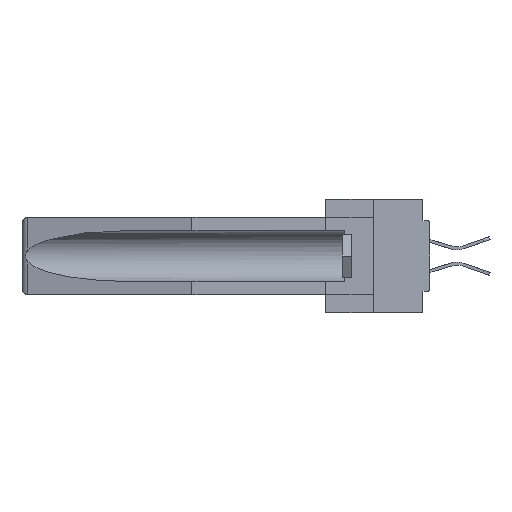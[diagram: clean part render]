
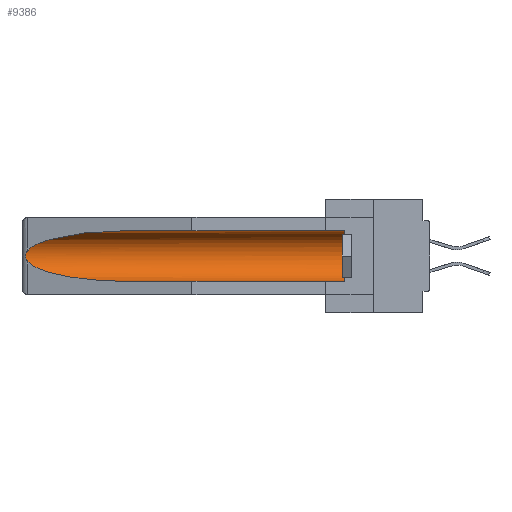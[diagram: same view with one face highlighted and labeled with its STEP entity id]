
A CAD part, left-side view. The second image highlights one B-rep face of the part: STEP entity #9386.
In plain terms, the highlighted cylindrical face has radius 2.857 mm (diameter 5.715 mm), a partial arc.
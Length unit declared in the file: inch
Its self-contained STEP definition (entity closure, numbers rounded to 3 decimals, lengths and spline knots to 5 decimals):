
#2119 = FACE_OUTER_BOUND ( 'NONE', #3143, .T. ) ;
#2283 = CARTESIAN_POINT ( 'NONE',  ( 0.155, 1.07973, -0.284 ) ) ;
#2307 = LINE ( 'NONE', #2322, #32369 ) ;
#2322 = CARTESIAN_POINT ( 'NONE',  ( 0.155, -0.30754, -0.284 ) ) ;
#3143 = EDGE_LOOP ( 'NONE', ( #22637, #28320, #12014, #24277, #28264, #24589 ) ) ;
#3432 = CARTESIAN_POINT ( 'NONE',  ( 0.26537, 1.52718, -0.19328 ) ) ;
#3932 = CARTESIAN_POINT ( 'NONE',  ( 0.155, 1.07973, -0.059 ) ) ;
#4543 = CARTESIAN_POINT ( 'NONE',  ( 0.26537, 1.52718, -0.19328 ) ) ;
#4887 = DIRECTION ( 'NONE',  ( 0., 1., 0. ) ) ;
#5004 = EDGE_CURVE ( 'NONE', #12854, #19206, #18387, .T. ) ;
#6544 = CARTESIAN_POINT ( 'NONE',  ( 0.25451, 1.48313, -0.09465 ) ) ;
#7948 = CARTESIAN_POINT ( 'NONE',  ( 0.2675, 1.53308, -0.17534 ) ) ;
#8121 = VERTEX_POINT ( 'NONE', #31018 ) ;
#9074 = CARTESIAN_POINT ( 'NONE',  ( 0.155, 0.126, -0.284 ) ) ;
#9386 = ADVANCED_FACE ( 'NONE', ( #2119 ), #18667, .F. ) ;
#9930 =( BOUNDED_CURVE ( )  B_SPLINE_CURVE ( 3, ( #29240, #24314, #29611, #2283 ),
 .UNSPECIFIED., .F., .F. ) 
 B_SPLINE_CURVE_WITH_KNOTS ( ( 4, 4 ),
 ( 0.1948, 1.5708 ),
 .UNSPECIFIED. ) 
 CURVE ( )  GEOMETRIC_REPRESENTATION_ITEM ( )  RATIONAL_B_SPLINE_CURVE ( ( 1., 0.848, 0.848, 1. ) ) 
 REPRESENTATION_ITEM ( '' )  );
#10302 = VERTEX_POINT ( 'NONE', #28169 ) ;
#11028 =( BOUNDED_CURVE ( )  B_SPLINE_CURVE ( 3, ( #3932, #20281, #6544, #22964 ),
 .UNSPECIFIED., .F., .F. ) 
 B_SPLINE_CURVE_WITH_KNOTS ( ( 4, 4 ),
 ( 4.71239, 6.08839 ),
 .UNSPECIFIED. ) 
 CURVE ( )  GEOMETRIC_REPRESENTATION_ITEM ( )  RATIONAL_B_SPLINE_CURVE ( ( 1., 0.848, 0.848, 1. ) ) 
 REPRESENTATION_ITEM ( '' )  );
#11954 = CARTESIAN_POINT ( 'NONE',  ( 0.26537, 1.52718, -0.14972 ) ) ;
#12014 = ORIENTED_EDGE ( 'NONE', *, *, #34514, .T. ) ;
#12854 = VERTEX_POINT ( 'NONE', #11954 ) ;
#13021 = CARTESIAN_POINT ( 'NONE',  ( 0.155, -0.30754, -0.059 ) ) ;
#14142 = VECTOR ( 'NONE', #18458, 39.37008 ) ;
#16372 = CARTESIAN_POINT ( 'NONE',  ( 0.2675, 1.53308, -0.16763 ) ) ;
#17555 = CARTESIAN_POINT ( 'NONE',  ( 0.26654, 1.53092, -0.15636 ) ) ;
#18387 = B_SPLINE_CURVE_WITH_KNOTS ( 'NONE', 3,
 ( #20471, #23183, #17555, #21088, #16372, #7948, #26860, #21554, #32803, #3432 ),
 .UNSPECIFIED., .F., .F.,
 ( 4, 2, 2, 2, 4 ),
 ( 0., 0.00029, 0.00058, 0.00087, 0.00117 ),
 .UNSPECIFIED. ) ;
#18458 = DIRECTION ( 'NONE',  ( 0., 1., 0. ) ) ;
#18667 = CYLINDRICAL_SURFACE ( 'NONE', #22329, 0.1125 ) ;
#19206 = VERTEX_POINT ( 'NONE', #4543 ) ;
#20281 = CARTESIAN_POINT ( 'NONE',  ( 0.21114, 1.30732, -0.059 ) ) ;
#20471 = CARTESIAN_POINT ( 'NONE',  ( 0.26537, 1.52718, -0.14972 ) ) ;
#21088 = CARTESIAN_POINT ( 'NONE',  ( 0.2673, 1.5327, -0.16383 ) ) ;
#21095 = CARTESIAN_POINT ( 'NONE',  ( 0.155, -0.30754, -0.1715 ) ) ;
#21144 = DIRECTION ( 'NONE',  ( 0., 1., 0. ) ) ;
#21554 = CARTESIAN_POINT ( 'NONE',  ( 0.26655, 1.53094, -0.18657 ) ) ;
#22329 = AXIS2_PLACEMENT_3D ( 'NONE', #21095, #4887, #34852 ) ;
#22637 = ORIENTED_EDGE ( 'NONE', *, *, #24151, .T. ) ;
#22964 = CARTESIAN_POINT ( 'NONE',  ( 0.26537, 1.52718, -0.14972 ) ) ;
#23183 = CARTESIAN_POINT ( 'NONE',  ( 0.26597, 1.52961, -0.15275 ) ) ;
#24151 = EDGE_CURVE ( 'NONE', #10302, #12854, #11028, .T. ) ;
#24251 = LINE ( 'NONE', #13021, #14142 ) ;
#24277 = ORIENTED_EDGE ( 'NONE', *, *, #27089, .F. ) ;
#24314 = CARTESIAN_POINT ( 'NONE',  ( 0.25451, 1.48313, -0.24835 ) ) ;
#24330 = CIRCLE ( 'NONE', #27474, 0.1125 ) ;
#24589 = ORIENTED_EDGE ( 'NONE', *, *, #28181, .T. ) ;
#26860 = CARTESIAN_POINT ( 'NONE',  ( 0.2673, 1.53269, -0.17917 ) ) ;
#27089 = EDGE_CURVE ( 'NONE', #28426, #30377, #2307, .T. ) ;
#27474 = AXIS2_PLACEMENT_3D ( 'NONE', #30569, #30450, #33216 ) ;
#28169 = CARTESIAN_POINT ( 'NONE',  ( 0.155, 1.07973, -0.059 ) ) ;
#28181 = EDGE_CURVE ( 'NONE', #8121, #10302, #24251, .T. ) ;
#28264 = ORIENTED_EDGE ( 'NONE', *, *, #34262, .T. ) ;
#28320 = ORIENTED_EDGE ( 'NONE', *, *, #5004, .T. ) ;
#28426 = VERTEX_POINT ( 'NONE', #9074 ) ;
#28937 = CARTESIAN_POINT ( 'NONE',  ( 0.155, 1.07973, -0.284 ) ) ;
#29240 = CARTESIAN_POINT ( 'NONE',  ( 0.26537, 1.52718, -0.19328 ) ) ;
#29611 = CARTESIAN_POINT ( 'NONE',  ( 0.21114, 1.30732, -0.284 ) ) ;
#30377 = VERTEX_POINT ( 'NONE', #28937 ) ;
#30450 = DIRECTION ( 'NONE',  ( 0., -1., 0. ) ) ;
#30569 = CARTESIAN_POINT ( 'NONE',  ( 0.155, 0.126, -0.1715 ) ) ;
#31018 = CARTESIAN_POINT ( 'NONE',  ( 0.155, 0.126, -0.059 ) ) ;
#32369 = VECTOR ( 'NONE', #21144, 39.37008 ) ;
#32803 = CARTESIAN_POINT ( 'NONE',  ( 0.26597, 1.5296, -0.19026 ) ) ;
#33216 = DIRECTION ( 'NONE',  ( 0., 0., 1. ) ) ;
#34262 = EDGE_CURVE ( 'NONE', #28426, #8121, #24330, .T. ) ;
#34514 = EDGE_CURVE ( 'NONE', #19206, #30377, #9930, .T. ) ;
#34852 = DIRECTION ( 'NONE',  ( 0., 0., 1. ) ) ;
